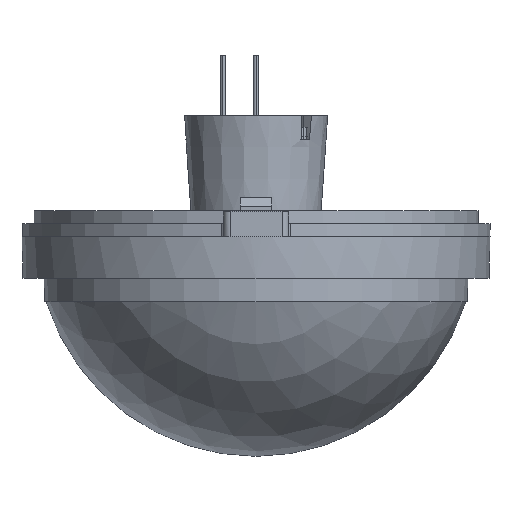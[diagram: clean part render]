
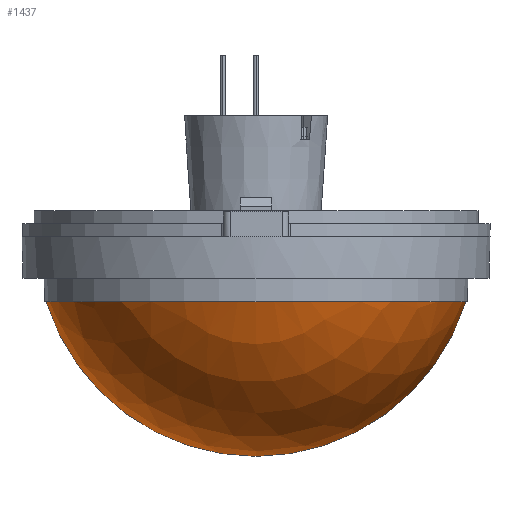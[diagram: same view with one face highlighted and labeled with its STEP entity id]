
A CAD part, front view. The second image highlights one B-rep face of the part: STEP entity #1437.
In plain terms, the highlighted spherical face has radius 16.9 mm.
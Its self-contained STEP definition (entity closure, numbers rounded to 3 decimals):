
#82 = CARTESIAN_POINT ( 'NONE',  ( 0., 0., -5. ) ) ;
#121 = CIRCLE ( 'NONE', #5984, 16.143 ) ;
#194 = VERTEX_POINT ( 'NONE', #5830 ) ;
#383 = DIRECTION ( 'NONE',  ( 0., -1., 0. ) ) ;
#565 = CIRCLE ( 'NONE', #5644, 16.9 ) ;
#719 = AXIS2_PLACEMENT_3D ( 'NONE', #5762, #383, #3635 ) ;
#1437 = ADVANCED_FACE ( 'NONE', ( #4635 ), #5201, .T. ) ;
#1550 = CARTESIAN_POINT ( 'NONE',  ( 0., 0., -16.9 ) ) ;
#2092 = VERTEX_POINT ( 'NONE', #3995 ) ;
#2411 = VERTEX_POINT ( 'NONE', #1550 ) ;
#2806 = ORIENTED_EDGE ( 'NONE', *, *, #3994, .F. ) ;
#3078 = CARTESIAN_POINT ( 'NONE',  ( 0., 0., 0. ) ) ;
#3262 = AXIS2_PLACEMENT_3D ( 'NONE', #3078, #4201, #5238 ) ;
#3358 = DIRECTION ( 'NONE',  ( 1., 0., 0. ) ) ;
#3503 = CARTESIAN_POINT ( 'NONE',  ( 0., 0., 0. ) ) ;
#3635 = DIRECTION ( 'NONE',  ( 1., 0., 0. ) ) ;
#3856 = DIRECTION ( 'NONE',  ( -1., 0., 0. ) ) ;
#3994 = EDGE_CURVE ( 'NONE', #2092, #2411, #6517, .T. ) ;
#3995 = CARTESIAN_POINT ( 'NONE',  ( 16.143, 0., -5. ) ) ;
#4201 = DIRECTION ( 'NONE',  ( 0., 1., 0. ) ) ;
#4386 = DIRECTION ( 'NONE',  ( 0., 0., -1. ) ) ;
#4635 = FACE_OUTER_BOUND ( 'NONE', #6777, .T. ) ;
#5028 = DIRECTION ( 'NONE',  ( 0., -1., 0. ) ) ;
#5141 = EDGE_CURVE ( 'NONE', #2092, #194, #121, .T. ) ;
#5188 = EDGE_CURVE ( 'NONE', #194, #2411, #565, .T. ) ;
#5201 = SPHERICAL_SURFACE ( 'NONE', #719, 16.9 ) ;
#5238 = DIRECTION ( 'NONE',  ( 0., 0., 1. ) ) ;
#5644 = AXIS2_PLACEMENT_3D ( 'NONE', #3503, #5028, #3358 ) ;
#5762 = CARTESIAN_POINT ( 'NONE',  ( 0., 0., 0. ) ) ;
#5830 = CARTESIAN_POINT ( 'NONE',  ( -16.143, 0., -5. ) ) ;
#5984 = AXIS2_PLACEMENT_3D ( 'NONE', #82, #4386, #3856 ) ;
#6517 = CIRCLE ( 'NONE', #3262, 16.9 ) ;
#6717 = ORIENTED_EDGE ( 'NONE', *, *, #5141, .T. ) ;
#6777 = EDGE_LOOP ( 'NONE', ( #6717, #6839, #2806 ) ) ;
#6839 = ORIENTED_EDGE ( 'NONE', *, *, #5188, .T. ) ;
